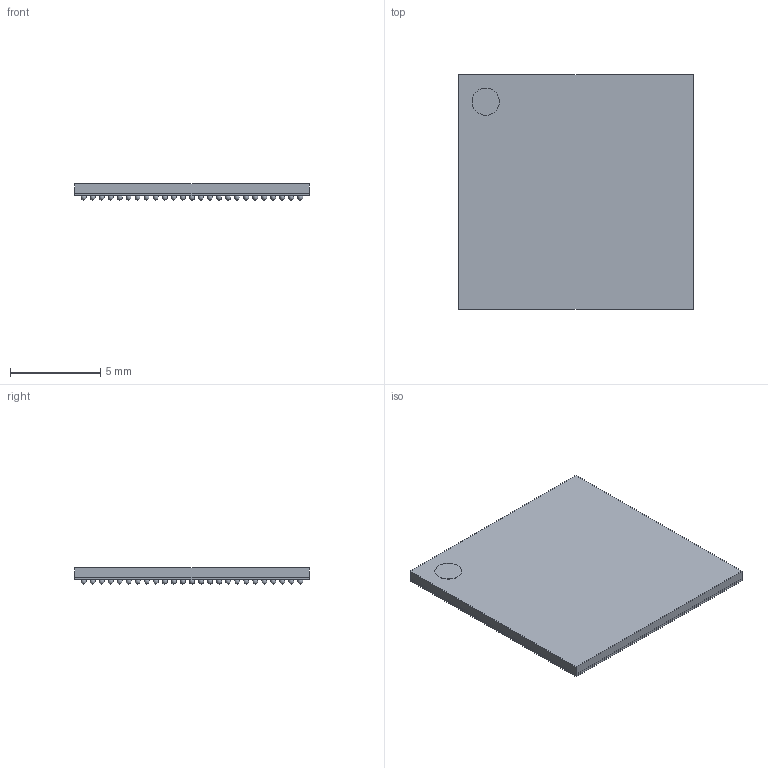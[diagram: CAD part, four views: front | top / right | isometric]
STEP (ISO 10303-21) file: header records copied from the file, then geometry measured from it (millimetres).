
FILE_DESCRIPTION(/* description */ (''),/* implementation_level */ '2;1');
FILE_NAME(/* name */ 'TI FCCSP-425 ALW0425A.step',/* time_stamp */ '2024-10-23T13:59:28+01:00',/* author */ (''),/* organization */ (''),/* preprocessor_version */ 'ST-DEVELOPER v20',/* originating_system */ 'Autodesk Translation Framework v13.20.0.188',/* authorisation */ '');
FILE_SCHEMA (('AUTOMOTIVE_DESIGN { 1 0 10303 214 3 1 1 }'));
Length unit declared in the file: millimetre
Products named in the file (1): TI ALW0425A
Bounding box: 13 x 13 x 0.89 mm (x, y, z)
Volume: 115.5 mm3; surface area: 445.3 mm2
Topology: 1 solids, 1 shells, 437 faces, 1298 edges, 864 vertices
Faces by surface type: sphere 425, plane 11, cylinder 1
Full cylindrical faces by diameter (mm): 1.5 x1
Entity records: 13126 total; most frequent: DIRECTION 2601, CARTESIAN_POINT 2175, ORIENTED_EDGE 1746, AXIS2_PLACEMENT_3D 1290, EDGE_CURVE 873, VERTEX_POINT 864, EDGE_LOOP 863, CIRCLE 852
